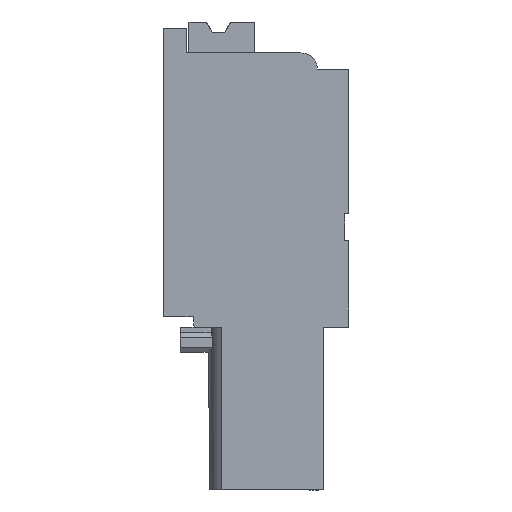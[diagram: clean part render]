
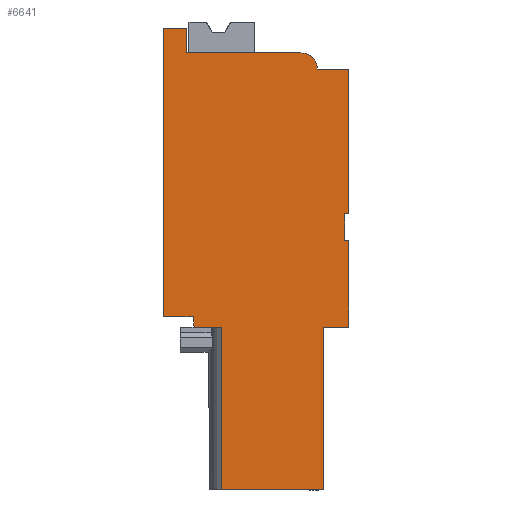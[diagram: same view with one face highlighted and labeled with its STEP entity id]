
A CAD part, left-side view. The second image highlights one B-rep face of the part: STEP entity #6641.
In plain terms, the highlighted planar face has unit normal (-1, 0, 0).
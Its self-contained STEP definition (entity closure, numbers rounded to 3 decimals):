
#1323=AXIS2_PLACEMENT_3D('Circle Axis2P3D',#1321,#1322,$) ;
#6614=AXIS2_PLACEMENT_3D('Plane Axis2P3D',#6611,#6612,#6613) ;
#40=CARTESIAN_POINT('Vertex',(0.,0.,13.4)) ;
#45=CARTESIAN_POINT('Line Origine',(0.,0.1,13.4)) ;
#49=CARTESIAN_POINT('Vertex',(0.,0.2,13.4)) ;
#83=CARTESIAN_POINT('Line Origine',(0.,0.2,12.75)) ;
#87=CARTESIAN_POINT('Vertex',(0.,0.2,12.1)) ;
#107=CARTESIAN_POINT('Line Origine',(0.,0.1,12.1)) ;
#111=CARTESIAN_POINT('Vertex',(0.,0.,12.1)) ;
#138=CARTESIAN_POINT('Line Origine',(0.,0.,10.)) ;
#142=CARTESIAN_POINT('Vertex',(0.,0.,7.9)) ;
#421=CARTESIAN_POINT('Line Origine',(0.,0.612,7.9)) ;
#425=CARTESIAN_POINT('Vertex',(0.,1.224,7.9)) ;
#618=CARTESIAN_POINT('Line Origine',(0.,1.224,3.95)) ;
#622=CARTESIAN_POINT('Vertex',(0.,1.224,0.)) ;
#981=CARTESIAN_POINT('Line Origine',(0.,3.706,0.)) ;
#985=CARTESIAN_POINT('Vertex',(0.,6.187,0.)) ;
#1318=CARTESIAN_POINT('Vertex',(0.,2.325,21.2)) ;
#1321=CARTESIAN_POINT('Axis2P3D Location',(0.,2.325,20.4)) ;
#1325=CARTESIAN_POINT('Vertex',(0.,1.525,20.4)) ;
#1423=CARTESIAN_POINT('Line Origine',(0.,5.087,21.2)) ;
#1427=CARTESIAN_POINT('Vertex',(0.,7.85,21.2)) ;
#1765=CARTESIAN_POINT('Line Origine',(0.,7.85,21.8)) ;
#1769=CARTESIAN_POINT('Vertex',(0.,7.85,22.4)) ;
#1796=CARTESIAN_POINT('Line Origine',(0.,8.425,22.4)) ;
#1800=CARTESIAN_POINT('Vertex',(0.,9.,22.4)) ;
#1827=CARTESIAN_POINT('Line Origine',(0.,9.,15.4)) ;
#1831=CARTESIAN_POINT('Vertex',(0.,9.,8.4)) ;
#1960=CARTESIAN_POINT('Line Origine',(0.,8.272,8.4)) ;
#1964=CARTESIAN_POINT('Vertex',(0.,7.545,8.4)) ;
#2032=CARTESIAN_POINT('Vertex',(0.,7.501,7.9)) ;
#2035=CARTESIAN_POINT('Line Origine',(0.,7.523,8.15)) ;
#2094=CARTESIAN_POINT('Vertex',(0.,6.187,7.9)) ;
#2097=CARTESIAN_POINT('Line Origine',(0.,6.844,7.9)) ;
#5514=CARTESIAN_POINT('Line Origine',(0.,0.762,20.4)) ;
#5518=CARTESIAN_POINT('Vertex',(0.,0.,20.4)) ;
#6088=CARTESIAN_POINT('Line Origine',(0.,6.187,3.95)) ;
#6611=CARTESIAN_POINT('Axis2P3D Location',(0.,0.,0.)) ;
#6616=CARTESIAN_POINT('Line Origine',(0.,0.,16.9)) ;
#46=DIRECTION('Vector Direction',(0.,1.,0.)) ;
#84=DIRECTION('Vector Direction',(0.,0.,1.)) ;
#108=DIRECTION('Vector Direction',(0.,-1.,0.)) ;
#139=DIRECTION('Vector Direction',(0.,0.,1.)) ;
#422=DIRECTION('Vector Direction',(0.,1.,0.)) ;
#619=DIRECTION('Vector Direction',(0.,0.,1.)) ;
#982=DIRECTION('Vector Direction',(0.,-1.,0.)) ;
#1322=DIRECTION('Axis2P3D Direction',(-1.,-0.,0.)) ;
#1424=DIRECTION('Vector Direction',(0.,-1.,0.)) ;
#1766=DIRECTION('Vector Direction',(0.,0.,-1.)) ;
#1797=DIRECTION('Vector Direction',(0.,-1.,0.)) ;
#1828=DIRECTION('Vector Direction',(0.,0.,1.)) ;
#1961=DIRECTION('Vector Direction',(0.,-1.,0.)) ;
#2036=DIRECTION('Vector Direction',(0.,0.087,0.996)) ;
#2098=DIRECTION('Vector Direction',(0.,1.,0.)) ;
#5515=DIRECTION('Vector Direction',(0.,-1.,0.)) ;
#6089=DIRECTION('Vector Direction',(0.,0.,1.)) ;
#6612=DIRECTION('Axis2P3D Direction',(-1.,0.,0.)) ;
#6613=DIRECTION('Axis2P3D XDirection',(0.,0.,1.)) ;
#6617=DIRECTION('Vector Direction',(0.,0.,1.)) ;
#47=VECTOR('Line Direction',#46,1.) ;
#85=VECTOR('Line Direction',#84,1.) ;
#109=VECTOR('Line Direction',#108,1.) ;
#140=VECTOR('Line Direction',#139,1.) ;
#423=VECTOR('Line Direction',#422,1.) ;
#620=VECTOR('Line Direction',#619,1.) ;
#983=VECTOR('Line Direction',#982,1.) ;
#1425=VECTOR('Line Direction',#1424,1.) ;
#1767=VECTOR('Line Direction',#1766,1.) ;
#1798=VECTOR('Line Direction',#1797,1.) ;
#1829=VECTOR('Line Direction',#1828,1.) ;
#1962=VECTOR('Line Direction',#1961,1.) ;
#2037=VECTOR('Line Direction',#2036,1.) ;
#2099=VECTOR('Line Direction',#2098,1.) ;
#5516=VECTOR('Line Direction',#5515,1.) ;
#6090=VECTOR('Line Direction',#6089,1.) ;
#6618=VECTOR('Line Direction',#6617,1.) ;
#6622=ORIENTED_EDGE('',*,*,#6620,.T.) ;
#6623=ORIENTED_EDGE('',*,*,#5520,.T.) ;
#6624=ORIENTED_EDGE('',*,*,#1327,.T.) ;
#6625=ORIENTED_EDGE('',*,*,#1429,.T.) ;
#6626=ORIENTED_EDGE('',*,*,#1771,.T.) ;
#6627=ORIENTED_EDGE('',*,*,#1802,.T.) ;
#6628=ORIENTED_EDGE('',*,*,#1833,.T.) ;
#6629=ORIENTED_EDGE('',*,*,#1966,.T.) ;
#6630=ORIENTED_EDGE('',*,*,#2039,.T.) ;
#6631=ORIENTED_EDGE('',*,*,#2101,.T.) ;
#6632=ORIENTED_EDGE('',*,*,#6092,.F.) ;
#6633=ORIENTED_EDGE('',*,*,#987,.T.) ;
#6634=ORIENTED_EDGE('',*,*,#624,.T.) ;
#6635=ORIENTED_EDGE('',*,*,#427,.T.) ;
#6636=ORIENTED_EDGE('',*,*,#144,.T.) ;
#6637=ORIENTED_EDGE('',*,*,#113,.T.) ;
#6638=ORIENTED_EDGE('',*,*,#89,.T.) ;
#6639=ORIENTED_EDGE('',*,*,#51,.T.) ;
#6641=ADVANCED_FACE('HOUSING',(#6640),#6615,.T.) ;
#1324=CIRCLE('generated circle',#1323,0.8) ;
#51=EDGE_CURVE('',#50,#41,#48,.F.) ;
#89=EDGE_CURVE('',#88,#50,#86,.T.) ;
#113=EDGE_CURVE('',#112,#88,#110,.F.) ;
#144=EDGE_CURVE('',#143,#112,#141,.T.) ;
#427=EDGE_CURVE('',#426,#143,#424,.F.) ;
#624=EDGE_CURVE('',#623,#426,#621,.T.) ;
#987=EDGE_CURVE('',#986,#623,#984,.T.) ;
#1327=EDGE_CURVE('',#1326,#1319,#1324,.T.) ;
#1429=EDGE_CURVE('',#1319,#1428,#1426,.F.) ;
#1771=EDGE_CURVE('',#1428,#1770,#1768,.F.) ;
#1802=EDGE_CURVE('',#1770,#1801,#1799,.F.) ;
#1833=EDGE_CURVE('',#1801,#1832,#1830,.F.) ;
#1966=EDGE_CURVE('',#1832,#1965,#1963,.T.) ;
#2039=EDGE_CURVE('',#1965,#2033,#2038,.F.) ;
#2101=EDGE_CURVE('',#2033,#2095,#2100,.F.) ;
#5520=EDGE_CURVE('',#5519,#1326,#5517,.F.) ;
#6092=EDGE_CURVE('',#986,#2095,#6091,.T.) ;
#6620=EDGE_CURVE('',#41,#5519,#6619,.T.) ;
#6621=EDGE_LOOP('',(#6622,#6623,#6624,#6625,#6626,#6627,#6628,#6629,#6630,#6631,#6632,#6633,#6634,#6635,#6636,#6637,#6638,#6639)) ;
#6640=FACE_OUTER_BOUND('',#6621,.T.) ;
#48=LINE('Line',#45,#47) ;
#86=LINE('Line',#83,#85) ;
#110=LINE('Line',#107,#109) ;
#141=LINE('Line',#138,#140) ;
#424=LINE('Line',#421,#423) ;
#621=LINE('Line',#618,#620) ;
#984=LINE('Line',#981,#983) ;
#1426=LINE('Line',#1423,#1425) ;
#1768=LINE('Line',#1765,#1767) ;
#1799=LINE('Line',#1796,#1798) ;
#1830=LINE('Line',#1827,#1829) ;
#1963=LINE('Line',#1960,#1962) ;
#2038=LINE('Line',#2035,#2037) ;
#2100=LINE('Line',#2097,#2099) ;
#5517=LINE('Line',#5514,#5516) ;
#6091=LINE('Line',#6088,#6090) ;
#6619=LINE('Line',#6616,#6618) ;
#6615=PLANE('',#6614) ;
#41=VERTEX_POINT('',#40) ;
#50=VERTEX_POINT('',#49) ;
#88=VERTEX_POINT('',#87) ;
#112=VERTEX_POINT('',#111) ;
#143=VERTEX_POINT('',#142) ;
#426=VERTEX_POINT('',#425) ;
#623=VERTEX_POINT('',#622) ;
#986=VERTEX_POINT('',#985) ;
#1319=VERTEX_POINT('',#1318) ;
#1326=VERTEX_POINT('',#1325) ;
#1428=VERTEX_POINT('',#1427) ;
#1770=VERTEX_POINT('',#1769) ;
#1801=VERTEX_POINT('',#1800) ;
#1832=VERTEX_POINT('',#1831) ;
#1965=VERTEX_POINT('',#1964) ;
#2033=VERTEX_POINT('',#2032) ;
#2095=VERTEX_POINT('',#2094) ;
#5519=VERTEX_POINT('',#5518) ;
